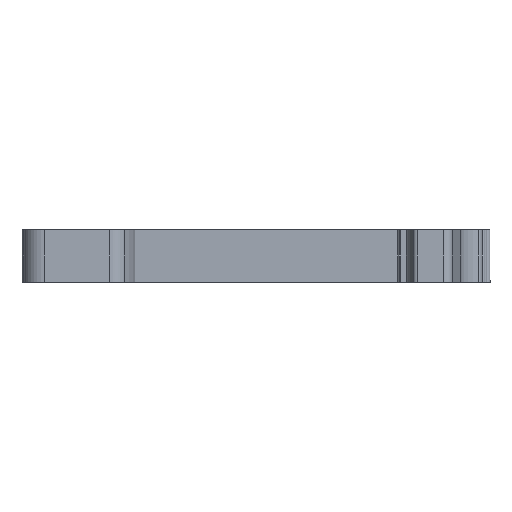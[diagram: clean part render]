
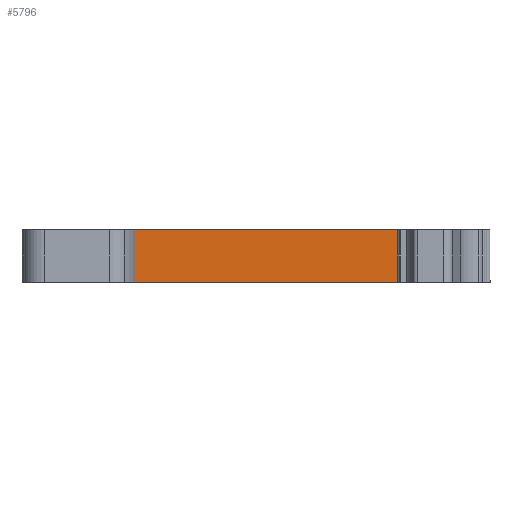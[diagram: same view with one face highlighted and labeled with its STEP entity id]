
A CAD part, front view. The second image highlights one B-rep face of the part: STEP entity #5796.
In plain terms, the highlighted planar face has unit normal (0, -1, 0).
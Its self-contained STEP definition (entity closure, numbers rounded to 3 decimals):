
#1315=DIRECTION('',(-1.,0.,0.));
#1316=VECTOR('',#1315,31.4);
#1317=CARTESIAN_POINT('',(15.1,0.,0.));
#1318=LINE('',#1317,#1316);
#1322=DIRECTION('',(0.,0.,1.));
#1323=VECTOR('',#1322,6.2);
#1324=CARTESIAN_POINT('',(15.1,0.,-6.2));
#1325=LINE('',#1324,#1323);
#1336=DIRECTION('',(0.,0.,1.));
#1337=VECTOR('',#1336,6.2);
#1338=CARTESIAN_POINT('',(-16.3,0.,-6.2));
#1339=LINE('',#1338,#1337);
#2370=DIRECTION('',(-1.,0.,0.));
#2371=VECTOR('',#2370,31.4);
#2372=CARTESIAN_POINT('',(15.1,0.,-6.2));
#2373=LINE('',#2372,#2371);
#4062=CARTESIAN_POINT('',(15.1,0.,0.));
#4063=VERTEX_POINT('',#4062);
#4064=CARTESIAN_POINT('',(-16.3,0.,0.));
#4065=VERTEX_POINT('',#4064);
#4338=CARTESIAN_POINT('',(-16.3,0.,-6.2));
#4339=VERTEX_POINT('',#4338);
#4340=CARTESIAN_POINT('',(15.1,0.,-6.2));
#4341=VERTEX_POINT('',#4340);
#5783=CARTESIAN_POINT('',(15.1,0.,0.));
#5784=DIRECTION('',(0.,1.,0.));
#5785=DIRECTION('',(1.,0.,0.));
#5786=AXIS2_PLACEMENT_3D('',#5783,#5784,#5785);
#5787=PLANE('',#5786);
#5789=ORIENTED_EDGE('',*,*,#5788,.T.);
#5790=ORIENTED_EDGE('',*,*,#4777,.F.);
#5791=ORIENTED_EDGE('',*,*,#5767,.F.);
#5793=ORIENTED_EDGE('',*,*,#5792,.T.);
#5794=EDGE_LOOP('',(#5789,#5790,#5791,#5793));
#5795=FACE_OUTER_BOUND('',#5794,.F.);
#4777=EDGE_CURVE('',#4063,#4065,#1318,.T.);
#5767=EDGE_CURVE('',#4341,#4063,#1325,.T.);
#5788=EDGE_CURVE('',#4339,#4065,#1339,.T.);
#5792=EDGE_CURVE('',#4341,#4339,#2373,.T.);
#5796=ADVANCED_FACE('',(#5795),#5787,.F.);
